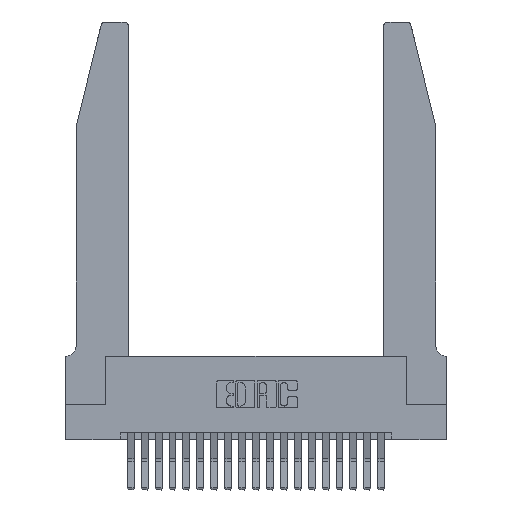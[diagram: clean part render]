
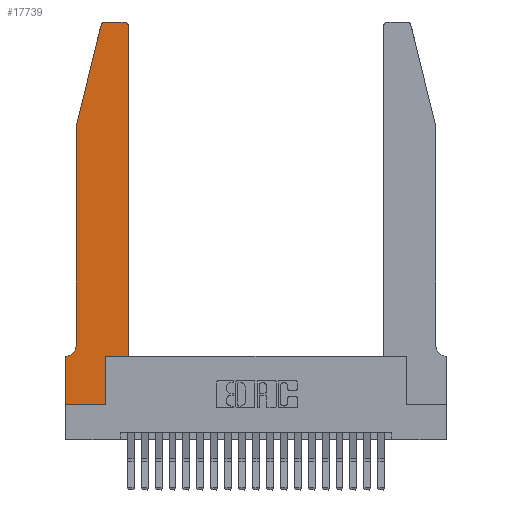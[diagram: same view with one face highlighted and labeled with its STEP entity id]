
A CAD part, top view. The second image highlights one B-rep face of the part: STEP entity #17739.
In plain terms, the highlighted planar face has unit normal (0, 0, 1).
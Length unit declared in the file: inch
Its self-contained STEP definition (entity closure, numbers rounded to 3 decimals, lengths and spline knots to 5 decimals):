
#45 = EDGE_CURVE ( 'NONE', #1396, #6422, #18132, .T. ) ;
#72 = CARTESIAN_POINT ( 'NONE',  ( 0., 0., 0.37 ) ) ;
#233 = ORIENTED_EDGE ( 'NONE', *, *, #1849, .T. ) ;
#235 = CIRCLE ( 'NONE', #5741, 0.03 ) ;
#305 = VERTEX_POINT ( 'NONE', #21656 ) ;
#330 = CARTESIAN_POINT ( 'NONE',  ( 0.284, 2.72, 0.37 ) ) ;
#403 = CARTESIAN_POINT ( 'NONE',  ( 0.4205, 2.75, 0.37 ) ) ;
#1394 = DIRECTION ( 'NONE',  ( 1., 0., 0. ) ) ;
#1396 = VERTEX_POINT ( 'NONE', #12250 ) ;
#1773 = DIRECTION ( 'NONE',  ( 0., 1., 0. ) ) ;
#1849 = EDGE_CURVE ( 'NONE', #305, #8003, #20302, .T. ) ;
#1859 = LINE ( 'NONE', #9534, #7649 ) ;
#1920 = DIRECTION ( 'NONE',  ( 1., 0., 0. ) ) ;
#2006 = DIRECTION ( 'NONE',  ( -1., 0., 0. ) ) ;
#2212 = VERTEX_POINT ( 'NONE', #72 ) ;
#2738 = VERTEX_POINT ( 'NONE', #17364 ) ;
#2942 = EDGE_CURVE ( 'NONE', #11337, #6516, #1859, .T. ) ;
#3330 = VECTOR ( 'NONE', #21646, 39.37008 ) ;
#3384 = AXIS2_PLACEMENT_3D ( 'NONE', #10581, #14191, #3612 ) ;
#3462 = EDGE_CURVE ( 'NONE', #6331, #9843, #10419, .T. ) ;
#3532 = DIRECTION ( 'NONE',  ( 0., 0., 1. ) ) ;
#3612 = DIRECTION ( 'NONE',  ( -1., 0., 0. ) ) ;
#3720 = CARTESIAN_POINT ( 'NONE',  ( 0.0755, 2., 0.37 ) ) ;
#4168 = ORIENTED_EDGE ( 'NONE', *, *, #5286, .T. ) ;
#4242 = ORIENTED_EDGE ( 'NONE', *, *, #9273, .T. ) ;
#4682 = PLANE ( 'NONE',  #12664 ) ;
#4912 = ORIENTED_EDGE ( 'NONE', *, *, #14526, .T. ) ;
#5059 = CIRCLE ( 'NONE', #3384, 0.07 ) ;
#5286 = EDGE_CURVE ( 'NONE', #15271, #6331, #5059, .T. ) ;
#5741 = AXIS2_PLACEMENT_3D ( 'NONE', #330, #14434, #19375 ) ;
#6331 = VERTEX_POINT ( 'NONE', #18315 ) ;
#6422 = VERTEX_POINT ( 'NONE', #22672 ) ;
#6516 = VERTEX_POINT ( 'NONE', #10009 ) ;
#7062 = CARTESIAN_POINT ( 'NONE',  ( 0.2865, 0., 0.37 ) ) ;
#7440 = VECTOR ( 'NONE', #1773, 39.37008 ) ;
#7628 = CARTESIAN_POINT ( 'NONE',  ( 0.4505, 0.35, 0.37 ) ) ;
#7649 = VECTOR ( 'NONE', #22501, 39.37008 ) ;
#7935 = EDGE_CURVE ( 'NONE', #6422, #2738, #19582, .T. ) ;
#8003 = VERTEX_POINT ( 'NONE', #11871 ) ;
#8324 = VERTEX_POINT ( 'NONE', #7062 ) ;
#8559 = ORIENTED_EDGE ( 'NONE', *, *, #13001, .T. ) ;
#8665 = CIRCLE ( 'NONE', #16518, 0.03 ) ;
#8953 = EDGE_CURVE ( 'NONE', #6516, #305, #235, .T. ) ;
#9273 = EDGE_CURVE ( 'NONE', #8003, #15271, #15590, .T. ) ;
#9534 = CARTESIAN_POINT ( 'NONE',  ( 0.2605, 2.75, 0.37 ) ) ;
#9843 = VERTEX_POINT ( 'NONE', #21613 ) ;
#9954 = DIRECTION ( 'NONE',  ( 0., 0., 1. ) ) ;
#10009 = CARTESIAN_POINT ( 'NONE',  ( 0.284, 2.75, 0.37 ) ) ;
#10065 = CARTESIAN_POINT ( 'NONE',  ( 0.0755, 0.42, 0.37 ) ) ;
#10419 = LINE ( 'NONE', #16174, #15127 ) ;
#10581 = CARTESIAN_POINT ( 'NONE',  ( 0.0055, 0.42, 0.37 ) ) ;
#10912 = VECTOR ( 'NONE', #14433, 39.37008 ) ;
#11337 = VERTEX_POINT ( 'NONE', #403 ) ;
#11626 = LINE ( 'NONE', #17135, #18207 ) ;
#11677 = ORIENTED_EDGE ( 'NONE', *, *, #18537, .T. ) ;
#11871 = CARTESIAN_POINT ( 'NONE',  ( 0.0755, 2., 0.37 ) ) ;
#12250 = CARTESIAN_POINT ( 'NONE',  ( 0.2865, 0.35, 0.37 ) ) ;
#12321 = ORIENTED_EDGE ( 'NONE', *, *, #8953, .T. ) ;
#12466 = DIRECTION ( 'NONE',  ( 0., -1., 0. ) ) ;
#12664 = AXIS2_PLACEMENT_3D ( 'NONE', #18796, #9954, #13507 ) ;
#12788 = CARTESIAN_POINT ( 'NONE',  ( 0.4505, 0.35, 0.37 ) ) ;
#12889 = EDGE_CURVE ( 'NONE', #2212, #8324, #11626, .T. ) ;
#13001 = EDGE_CURVE ( 'NONE', #8324, #1396, #21541, .T. ) ;
#13057 = EDGE_LOOP ( 'NONE', ( #14880, #12321, #233, #4242, #4168, #19150, #4912, #16708, #8559, #21153, #14878, #11677 ) ) ;
#13462 = VECTOR ( 'NONE', #19958, 39.37008 ) ;
#13507 = DIRECTION ( 'NONE',  ( 1., 0., 0. ) ) ;
#13959 = CARTESIAN_POINT ( 'NONE',  ( 0.2865, 0.35, 0.37 ) ) ;
#14191 = DIRECTION ( 'NONE',  ( 0., 0., -1. ) ) ;
#14433 = DIRECTION ( 'NONE',  ( 0., -1., 0. ) ) ;
#14434 = DIRECTION ( 'NONE',  ( 0., 0., 1. ) ) ;
#14526 = EDGE_CURVE ( 'NONE', #9843, #2212, #22030, .T. ) ;
#14878 = ORIENTED_EDGE ( 'NONE', *, *, #7935, .T. ) ;
#14880 = ORIENTED_EDGE ( 'NONE', *, *, #2942, .T. ) ;
#15127 = VECTOR ( 'NONE', #2006, 39.37008 ) ;
#15271 = VERTEX_POINT ( 'NONE', #10065 ) ;
#15289 = FACE_OUTER_BOUND ( 'NONE', #13057, .T. ) ;
#15590 = LINE ( 'NONE', #3720, #10912 ) ;
#16174 = CARTESIAN_POINT ( 'NONE',  ( 0.0755, 0.35, 0.37 ) ) ;
#16518 = AXIS2_PLACEMENT_3D ( 'NONE', #21277, #3532, #1920 ) ;
#16536 = DIRECTION ( 'NONE',  ( -0.239, -0.971, 0. ) ) ;
#16708 = ORIENTED_EDGE ( 'NONE', *, *, #12889, .T. ) ;
#17135 = CARTESIAN_POINT ( 'NONE',  ( 0., 0., 0.37 ) ) ;
#17342 = VECTOR ( 'NONE', #12466, 39.37008 ) ;
#17364 = CARTESIAN_POINT ( 'NONE',  ( 0.4505, 2.72, 0.37 ) ) ;
#17739 = ADVANCED_FACE ( 'NONE', ( #15289 ), #4682, .T. ) ;
#18132 = LINE ( 'NONE', #7628, #13462 ) ;
#18207 = VECTOR ( 'NONE', #1394, 39.37008 ) ;
#18315 = CARTESIAN_POINT ( 'NONE',  ( 0.0055, 0.35, 0.37 ) ) ;
#18537 = EDGE_CURVE ( 'NONE', #2738, #11337, #8665, .T. ) ;
#18731 = CARTESIAN_POINT ( 'NONE',  ( 0.0755, 2., 0.37 ) ) ;
#18796 = CARTESIAN_POINT ( 'NONE',  ( 0., 0.35, 0.37 ) ) ;
#19150 = ORIENTED_EDGE ( 'NONE', *, *, #3462, .T. ) ;
#19375 = DIRECTION ( 'NONE',  ( 1., 0., 0. ) ) ;
#19582 = LINE ( 'NONE', #12788, #3330 ) ;
#19958 = DIRECTION ( 'NONE',  ( 1., 0., 0. ) ) ;
#20302 = LINE ( 'NONE', #18731, #21436 ) ;
#21153 = ORIENTED_EDGE ( 'NONE', *, *, #45, .T. ) ;
#21277 = CARTESIAN_POINT ( 'NONE',  ( 0.4205, 2.72, 0.37 ) ) ;
#21338 = CARTESIAN_POINT ( 'NONE',  ( 0., 0., 0.37 ) ) ;
#21436 = VECTOR ( 'NONE', #16536, 39.37008 ) ;
#21541 = LINE ( 'NONE', #13959, #7440 ) ;
#21613 = CARTESIAN_POINT ( 'NONE',  ( 0., 0.35, 0.37 ) ) ;
#21646 = DIRECTION ( 'NONE',  ( 0., 1., 0. ) ) ;
#21656 = CARTESIAN_POINT ( 'NONE',  ( 0.25487, 2.72718, 0.37 ) ) ;
#22030 = LINE ( 'NONE', #21338, #17342 ) ;
#22501 = DIRECTION ( 'NONE',  ( -1., 0., 0. ) ) ;
#22672 = CARTESIAN_POINT ( 'NONE',  ( 0.4505, 0.35, 0.37 ) ) ;
